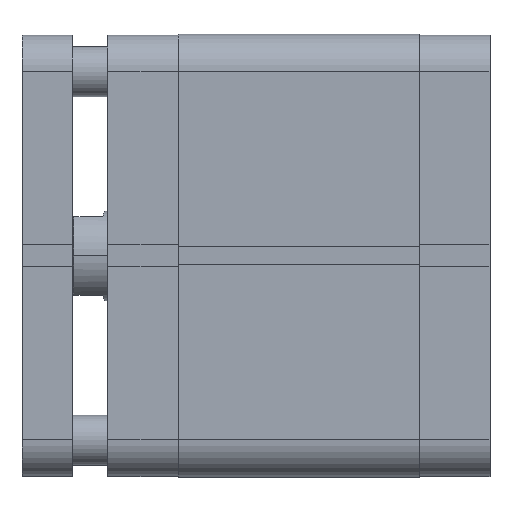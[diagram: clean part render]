
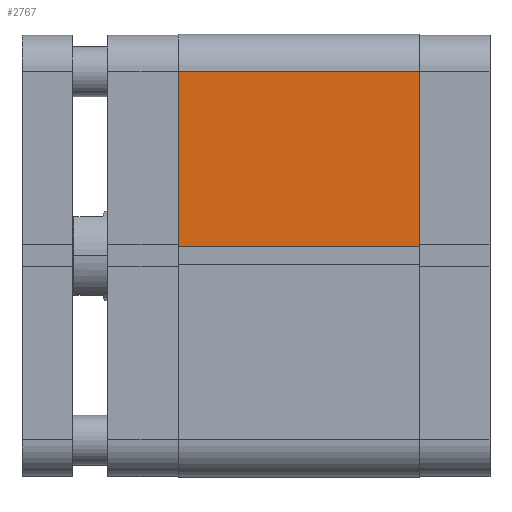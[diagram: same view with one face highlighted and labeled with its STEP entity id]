
A CAD part, top view. The second image highlights one B-rep face of the part: STEP entity #2767.
In plain terms, the highlighted face is planar.
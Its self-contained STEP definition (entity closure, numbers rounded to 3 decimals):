
#823 = EDGE_CURVE ( 'NONE', #1785, #1613, #4890, .T. ) ;
#837 = EDGE_CURVE ( 'NONE', #1613, #1654, #4911, .T. ) ;
#842 = EDGE_CURVE ( 'NONE', #1785, #1694, #4916, .T. ) ;
#843 = EDGE_CURVE ( 'NONE', #1694, #1654, #4922, .T. ) ;
#1613 = VERTEX_POINT ( 'NONE', #3883 ) ;
#1654 = VERTEX_POINT ( 'NONE', #3924 ) ;
#1694 = VERTEX_POINT ( 'NONE', #3964 ) ;
#1785 = VERTEX_POINT ( 'NONE', #6336 ) ;
#2321 = EDGE_LOOP ( 'NONE', ( #4847, #4846, #4845, #4844 ) ) ;
#2767 = ADVANCED_FACE ( 'NONE', ( #6164 ), #7525, .T. ) ;
#2948 = CARTESIAN_POINT ( 'NONE',  ( -51.5, 62., -67.5 ) ) ;
#2959 = DIRECTION ( 'NONE',  ( -1., 0., 0. ) ) ;
#2986 = CARTESIAN_POINT ( 'NONE',  ( -51.5, 62., -67.5 ) ) ;
#2994 = DIRECTION ( 'NONE',  ( 0., 0., 1. ) ) ;
#3002 = CARTESIAN_POINT ( 'NONE',  ( -2.6, 62., -67.5 ) ) ;
#3005 = DIRECTION ( 'NONE',  ( 0., 0., 1. ) ) ;
#3006 = CARTESIAN_POINT ( 'NONE',  ( -51.5, 62., 0. ) ) ;
#3007 = DIRECTION ( 'NONE',  ( -1., 0., 0. ) ) ;
#3883 = CARTESIAN_POINT ( 'NONE',  ( -51.5, 62., -67.5 ) ) ;
#3924 = CARTESIAN_POINT ( 'NONE',  ( -51.5, 62., 0. ) ) ;
#3964 = CARTESIAN_POINT ( 'NONE',  ( -2.6, 62., 0. ) ) ;
#4844 = ORIENTED_EDGE ( 'NONE', *, *, #837, .T. ) ;
#4845 = ORIENTED_EDGE ( 'NONE', *, *, #823, .T. ) ;
#4846 = ORIENTED_EDGE ( 'NONE', *, *, #842, .F. ) ;
#4847 = ORIENTED_EDGE ( 'NONE', *, *, #843, .F. ) ;
#4887 = VECTOR ( 'NONE', #2959, 1000. ) ;
#4890 = LINE ( 'NONE', #2948, #4887 ) ;
#4896 = VECTOR ( 'NONE', #2994, 1000. ) ;
#4911 = LINE ( 'NONE', #2986, #4896 ) ;
#4916 = LINE ( 'NONE', #3002, #4920 ) ;
#4920 = VECTOR ( 'NONE', #3005, 1000. ) ;
#4922 = LINE ( 'NONE', #3006, #4923 ) ;
#4923 = VECTOR ( 'NONE', #3007, 1000. ) ;
#6164 = FACE_OUTER_BOUND ( 'NONE', #2321, .T. ) ;
#6336 = CARTESIAN_POINT ( 'NONE',  ( -2.6, 62., -67.5 ) ) ;
#7524 = CARTESIAN_POINT ( 'NONE',  ( -51.5, 62., -67.5 ) ) ;
#7525 = PLANE ( 'NONE',  #8426 ) ;
#7527 = DIRECTION ( 'NONE',  ( 0., 1., 0. ) ) ;
#7528 = DIRECTION ( 'NONE',  ( 0., 0., 1. ) ) ;
#8426 = AXIS2_PLACEMENT_3D ( 'NONE', #7524, #7527, #7528 ) ;
